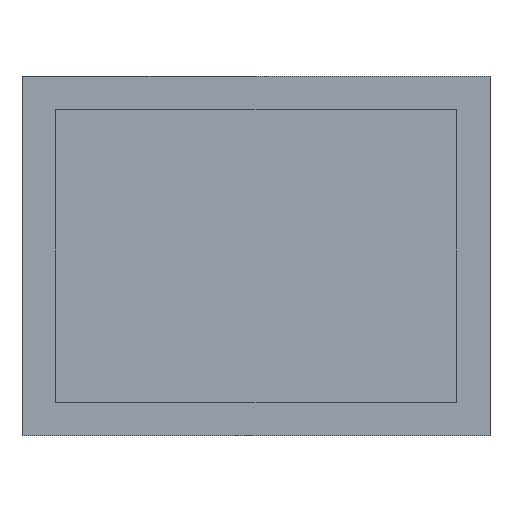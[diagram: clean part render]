
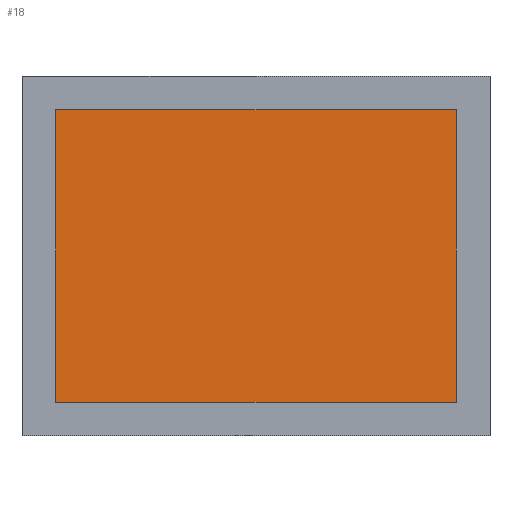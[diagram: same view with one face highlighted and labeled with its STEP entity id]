
A CAD part, front view. The second image highlights one B-rep face of the part: STEP entity #18.
In plain terms, the highlighted planar face has unit normal (0, -1, 0).
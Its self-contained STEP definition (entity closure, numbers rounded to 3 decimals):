
#17 = DIRECTION ( 'NONE',  ( 0., 0., -1. ) ) ;
#18 = ADVANCED_FACE ( 'NONE', ( #444 ), #436, .T. ) ;
#19 = LINE ( 'NONE', #466, #339 ) ;
#21 = DIRECTION ( 'NONE',  ( -1., 0., 0. ) ) ;
#42 = EDGE_CURVE ( 'NONE', #119, #226, #159, .T. ) ;
#119 = VERTEX_POINT ( 'NONE', #138 ) ;
#138 = CARTESIAN_POINT ( 'NONE',  ( 69.596, 0., -50.8 ) ) ;
#149 = LINE ( 'NONE', #310, #282 ) ;
#155 = CARTESIAN_POINT ( 'NONE',  ( 0., 0., 0. ) ) ;
#156 = CARTESIAN_POINT ( 'NONE',  ( 69.596, 0., 0. ) ) ;
#159 = LINE ( 'NONE', #172, #179 ) ;
#164 = ORIENTED_EDGE ( 'NONE', *, *, #313, .F. ) ;
#172 = CARTESIAN_POINT ( 'NONE',  ( 0., 0., -50.8 ) ) ;
#179 = VECTOR ( 'NONE', #21, 1000. ) ;
#195 = CARTESIAN_POINT ( 'NONE',  ( 0., 0., -50.8 ) ) ;
#196 = ORIENTED_EDGE ( 'NONE', *, *, #223, .F. ) ;
#223 = EDGE_CURVE ( 'NONE', #271, #433, #409, .T. ) ;
#226 = VERTEX_POINT ( 'NONE', #195 ) ;
#254 = DIRECTION ( 'NONE',  ( 0., -1., 0. ) ) ;
#255 = VECTOR ( 'NONE', #459, 1000. ) ;
#271 = VERTEX_POINT ( 'NONE', #345 ) ;
#273 = DIRECTION ( 'NONE',  ( 0., 0., 1. ) ) ;
#282 = VECTOR ( 'NONE', #273, 1000. ) ;
#297 = ORIENTED_EDGE ( 'NONE', *, *, #42, .F. ) ;
#310 = CARTESIAN_POINT ( 'NONE',  ( 0., 0., 0. ) ) ;
#313 = EDGE_CURVE ( 'NONE', #433, #119, #19, .T. ) ;
#324 = EDGE_LOOP ( 'NONE', ( #462, #297, #164, #196 ) ) ;
#334 = EDGE_CURVE ( 'NONE', #226, #271, #149, .T. ) ;
#339 = VECTOR ( 'NONE', #510, 1000. ) ;
#345 = CARTESIAN_POINT ( 'NONE',  ( 0., 0., 0. ) ) ;
#348 = CARTESIAN_POINT ( 'NONE',  ( 0., 0., 0. ) ) ;
#373 = AXIS2_PLACEMENT_3D ( 'NONE', #348, #254, #17 ) ;
#409 = LINE ( 'NONE', #155, #255 ) ;
#433 = VERTEX_POINT ( 'NONE', #156 ) ;
#436 = PLANE ( 'NONE',  #373 ) ;
#444 = FACE_OUTER_BOUND ( 'NONE', #324, .T. ) ;
#459 = DIRECTION ( 'NONE',  ( 1., 0., 0. ) ) ;
#462 = ORIENTED_EDGE ( 'NONE', *, *, #334, .F. ) ;
#466 = CARTESIAN_POINT ( 'NONE',  ( 69.596, 0., 0. ) ) ;
#510 = DIRECTION ( 'NONE',  ( 0., 0., -1. ) ) ;
